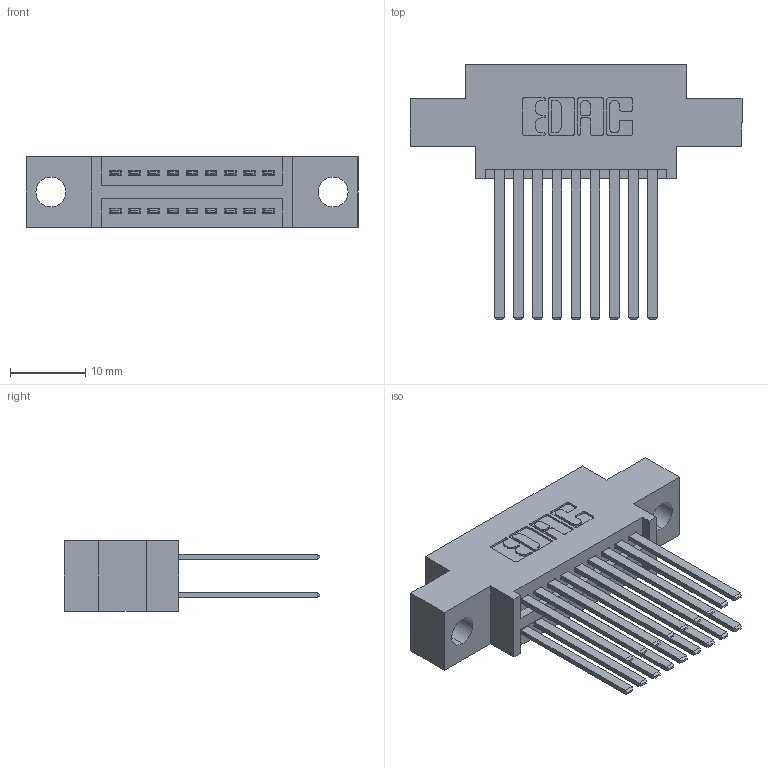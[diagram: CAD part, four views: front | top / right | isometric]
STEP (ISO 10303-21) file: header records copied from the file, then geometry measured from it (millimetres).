
FILE_DESCRIPTION (( 'STEP AP203' ), '1' );
FILE_NAME ('345-018-544-804.STEP', '2018-08-19T22:39:25', ( '' ), ( '' ), 'SwSTEP 2.0', 'SolidWorks 2016', '' );
FILE_SCHEMA (( 'CONFIG_CONTROL_DESIGN' ));
Length unit declared in the file: inch
Products named in the file (3): 345 Part_0.170 Offset - 0.156 Dia-TH; 345-292-001_345-293-144; 345-018-544-804
Assembly tree (19 placements, depth 2):
  345-018-544-804
    345 Part_0.170 Offset - 0.156 Dia-TH
    345-292-001_345-293-144  x18
Bounding box: 44.07 x 33.96 x 9.4 mm (x, y, z)
Volume: 4025.7 mm3; surface area: 6009.7 mm2
Topology: 19 solids, 19 shells, 922 faces, 2711 edges, 1782 vertices
Faces by surface type: plane 606, cylinder 316
Entity records: 11455 total; most frequent: CARTESIAN_POINT 1952, ORIENTED_EDGE 1886, DIRECTION 1759, EDGE_CURVE 943, VECTOR 779, LINE 779, VERTEX_POINT 626, AXIS2_PLACEMENT_3D 490
